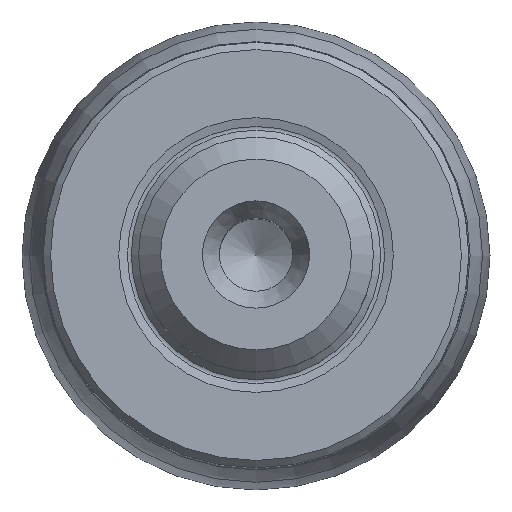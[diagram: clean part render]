
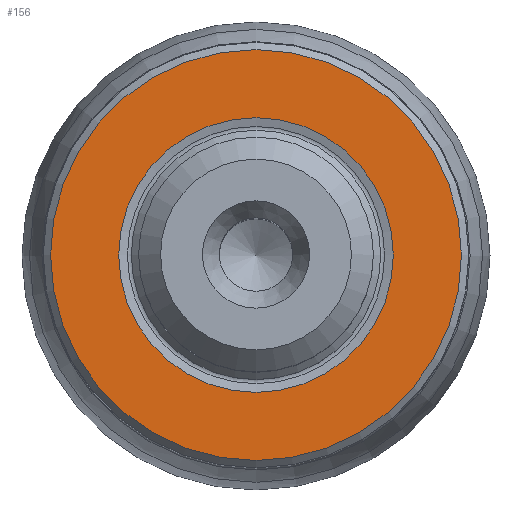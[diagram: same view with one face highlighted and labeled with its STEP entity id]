
A CAD part, top view. The second image highlights one B-rep face of the part: STEP entity #156.
In plain terms, the highlighted planar face has unit normal (0, 0, 1).
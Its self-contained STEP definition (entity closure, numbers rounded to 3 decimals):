
#49=PLANE('',#869);
#156=ADVANCED_FACE('',(#341,#342),#49,.T.);
#341=FACE_BOUND('',#443,.T.);
#342=FACE_BOUND('',#444,.T.);
#443=EDGE_LOOP('',(#569));
#444=EDGE_LOOP('',(#570));
#569=ORIENTED_EDGE('',*,*,#756,.T.);
#570=ORIENTED_EDGE('',*,*,#757,.T.);
#689=VERTEX_POINT('',#1581);
#690=VERTEX_POINT('',#1583);
#756=EDGE_CURVE('',#689,#689,#814,.T.);
#757=EDGE_CURVE('',#690,#690,#815,.T.);
#814=CIRCLE('',#867,14.);
#815=CIRCLE('',#868,9.36);
#867=AXIS2_PLACEMENT_3D('',#1580,#1017,#1018);
#868=AXIS2_PLACEMENT_3D('',#1582,#1019,#1020);
#869=AXIS2_PLACEMENT_3D('',#1584,#1021,#1022);
#1017=DIRECTION('',(0.,0.,1.));
#1018=DIRECTION('',(1.,0.,0.));
#1019=DIRECTION('',(0.,0.,-1.));
#1020=DIRECTION('',(-1.,0.,0.));
#1021=DIRECTION('',(0.,0.,1.));
#1022=DIRECTION('',(1.,0.,0.));
#1580=CARTESIAN_POINT('',(0.,0.,0.));
#1581=CARTESIAN_POINT('',(14.,0.,0.));
#1582=CARTESIAN_POINT('',(0.,0.,0.));
#1583=CARTESIAN_POINT('',(-9.36,0.,0.));
#1584=CARTESIAN_POINT('',(14.5,0.,0.));
